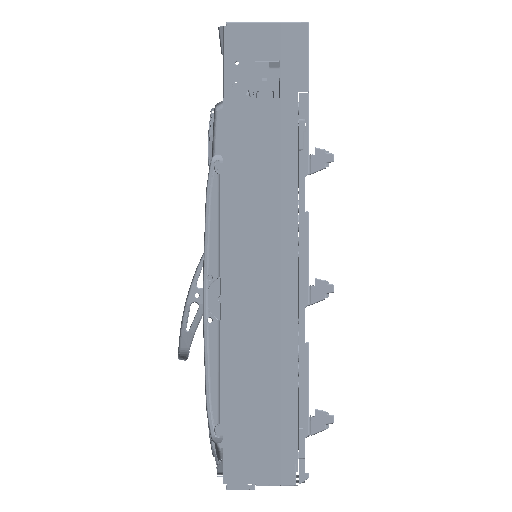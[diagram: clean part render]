
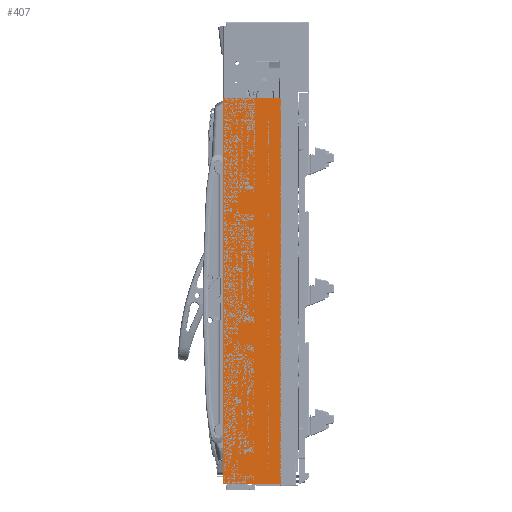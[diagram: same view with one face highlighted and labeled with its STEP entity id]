
A CAD part, left-side view. The second image highlights one B-rep face of the part: STEP entity #407.
In plain terms, the highlighted planar face has unit normal (-1, 0, 0).
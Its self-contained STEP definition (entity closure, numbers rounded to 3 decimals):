
#264=DIRECTION('',(0.,0.,1.));
#265=VECTOR('',#264,547.162);
#266=CARTESIAN_POINT('',(-99.707,623.059,-440.393));
#267=LINE('',#266,#265);
#268=DIRECTION('',(0.,-1.,0.));
#269=VECTOR('',#268,81.409);
#270=CARTESIAN_POINT('',(-99.707,623.059,106.769));
#271=LINE('',#270,#269);
#272=DIRECTION('',(0.,0.,-1.));
#273=VECTOR('',#272,547.162);
#274=CARTESIAN_POINT('',(-99.707,541.65,106.769));
#275=LINE('',#274,#273);
#276=DIRECTION('',(0.,1.,0.));
#277=VECTOR('',#276,81.409);
#278=CARTESIAN_POINT('',(-99.707,541.65,-440.393));
#279=LINE('',#278,#277);
#288=CARTESIAN_POINT('',(-99.707,623.059,-440.393));
#289=CARTESIAN_POINT('',(-99.707,623.059,106.769));
#290=VERTEX_POINT('',#288);
#291=VERTEX_POINT('',#289);
#292=CARTESIAN_POINT('',(-99.707,541.65,106.769));
#293=VERTEX_POINT('',#292);
#294=CARTESIAN_POINT('',(-99.707,541.65,-440.393));
#295=VERTEX_POINT('',#294);
#396=CARTESIAN_POINT('',(-99.707,556.17,218.607));
#397=DIRECTION('',(1.,0.,0.));
#398=DIRECTION('',(0.,0.,-1.));
#399=AXIS2_PLACEMENT_3D('',#396,#397,#398);
#400=PLANE('',#399);
#401=ORIENTED_EDGE('',*,*,#327,.T.);
#402=ORIENTED_EDGE('',*,*,#349,.T.);
#403=ORIENTED_EDGE('',*,*,#370,.T.);
#404=ORIENTED_EDGE('',*,*,#383,.T.);
#405=EDGE_LOOP('',(#401,#402,#403,#404));
#406=FACE_OUTER_BOUND('',#405,.F.);
#327=EDGE_CURVE('',#290,#291,#267,.T.);
#349=EDGE_CURVE('',#291,#293,#271,.T.);
#370=EDGE_CURVE('',#293,#295,#275,.T.);
#383=EDGE_CURVE('',#295,#290,#279,.T.);
#407=ADVANCED_FACE('',(#406),#400,.F.);
